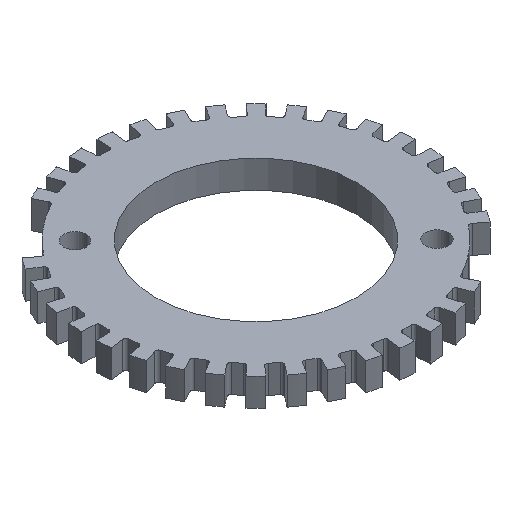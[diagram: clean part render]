
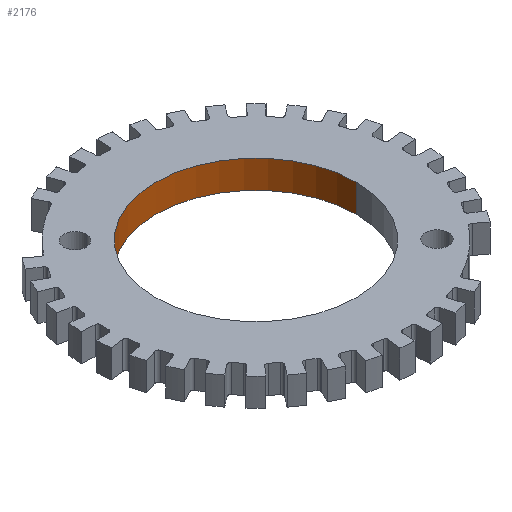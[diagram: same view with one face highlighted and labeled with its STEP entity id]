
A CAD part, isometric view. The second image highlights one B-rep face of the part: STEP entity #2176.
In plain terms, the highlighted cylindrical face has radius 18 mm (diameter 36 mm), a partial arc.
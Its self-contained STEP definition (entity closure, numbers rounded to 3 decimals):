
#212 = VERTEX_POINT ( 'NONE', #3433 ) ;
#226 = CARTESIAN_POINT ( 'NONE',  ( 18., 0., 5. ) ) ;
#261 = AXIS2_PLACEMENT_3D ( 'NONE', #1382, #7000, #2175 ) ;
#292 = AXIS2_PLACEMENT_3D ( 'NONE', #1554, #7167, #2337 ) ;
#505 = VERTEX_POINT ( 'NONE', #1497 ) ;
#736 = FACE_OUTER_BOUND ( 'NONE', #5157, .T. ) ;
#1382 = CARTESIAN_POINT ( 'NONE',  ( 0., 0., 0. ) ) ;
#1497 = CARTESIAN_POINT ( 'NONE',  ( 18., 0., 5. ) ) ;
#1554 = CARTESIAN_POINT ( 'NONE',  ( 0., 0., 5. ) ) ;
#1573 = DIRECTION ( 'NONE',  ( 0., 0., -1. ) ) ;
#1759 = VECTOR ( 'NONE', #1573, 1000. ) ;
#1881 = VECTOR ( 'NONE', #5869, 1000. ) ;
#2175 = DIRECTION ( 'NONE',  ( 1., 0., 0. ) ) ;
#2176 = ADVANCED_FACE ( 'NONE', ( #736 ), #4743, .F. ) ;
#2188 = EDGE_CURVE ( 'NONE', #212, #3700, #3991, .T. ) ;
#2337 = DIRECTION ( 'NONE',  ( 1., 0., 0. ) ) ;
#2398 = CIRCLE ( 'NONE', #292, 18. ) ;
#2649 = VERTEX_POINT ( 'NONE', #9267 ) ;
#3433 = CARTESIAN_POINT ( 'NONE',  ( 18., 0., 0. ) ) ;
#3700 = VERTEX_POINT ( 'NONE', #5447 ) ;
#3717 = CARTESIAN_POINT ( 'NONE',  ( 0., 0., 5. ) ) ;
#3991 = CIRCLE ( 'NONE', #261, 18. ) ;
#4270 = LINE ( 'NONE', #226, #1881 ) ;
#4743 = CYLINDRICAL_SURFACE ( 'NONE', #8593, 18. ) ;
#4851 = ORIENTED_EDGE ( 'NONE', *, *, #8362, .T. ) ;
#5157 = EDGE_LOOP ( 'NONE', ( #9271, #4851, #6002, #8289 ) ) ;
#5447 = CARTESIAN_POINT ( 'NONE',  ( -18., 0., 0. ) ) ;
#5646 = EDGE_CURVE ( 'NONE', #2649, #3700, #10119, .T. ) ;
#5869 = DIRECTION ( 'NONE',  ( 0., 0., -1. ) ) ;
#6002 = ORIENTED_EDGE ( 'NONE', *, *, #5646, .T. ) ;
#7000 = DIRECTION ( 'NONE',  ( 0., 0., 1. ) ) ;
#7167 = DIRECTION ( 'NONE',  ( 0., 0., 1. ) ) ;
#7192 = CARTESIAN_POINT ( 'NONE',  ( -18., 0., 5. ) ) ;
#7769 = DIRECTION ( 'NONE',  ( 0., 0., -1. ) ) ;
#8289 = ORIENTED_EDGE ( 'NONE', *, *, #2188, .F. ) ;
#8362 = EDGE_CURVE ( 'NONE', #505, #2649, #2398, .T. ) ;
#8593 = AXIS2_PLACEMENT_3D ( 'NONE', #3717, #7769, #9391 ) ;
#8647 = EDGE_CURVE ( 'NONE', #505, #212, #4270, .T. ) ;
#9267 = CARTESIAN_POINT ( 'NONE',  ( -18., 0., 5. ) ) ;
#9271 = ORIENTED_EDGE ( 'NONE', *, *, #8647, .F. ) ;
#9391 = DIRECTION ( 'NONE',  ( -1., 0., 0. ) ) ;
#10119 = LINE ( 'NONE', #7192, #1759 ) ;
